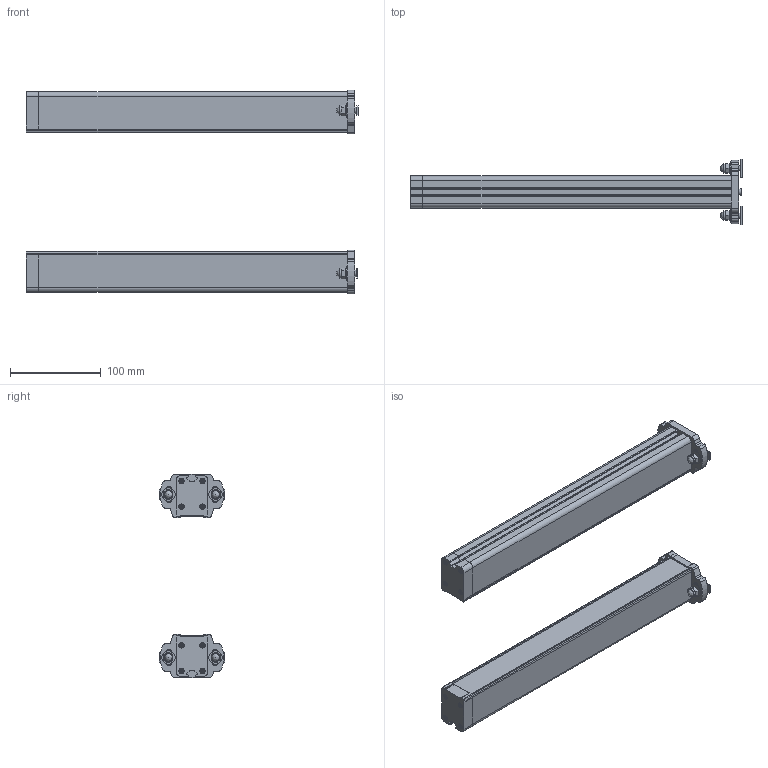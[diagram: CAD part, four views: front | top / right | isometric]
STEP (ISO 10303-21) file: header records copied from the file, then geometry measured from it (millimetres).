
FILE_DESCRIPTION (( 'STEP AP214' ), '1' );
FILE_NAME ('MA-L2P-TRX.STEP', '2020-09-29T17:22:45', ( '' ), ( '' ), 'SwSTEP 2.0', 'SolidWorks 2019', '' );
FILE_SCHEMA (( 'AUTOMOTIVE_DESIGN' ));
Length unit declared in the file: millimetre
Products named in the file (3): MA-L2P-TRX-right; MA-L2P-TRX-left; MA-L2P-TRX
Assembly tree (2 placements, depth 2):
  MA-L2P-TRX
    MA-L2P-TRX-left
    MA-L2P-TRX-right
Bounding box: 365.87 x 72 x 224.55 mm (x, y, z)
Volume: 1075378.5 mm3; surface area: 219524.4 mm2
Topology: 38 solids, 38 shells, 688 faces, 1772 edges, 1182 vertices
Faces by surface type: plane 370, cylinder 294, bspline 16, cone 8
Full cylindrical faces by diameter (mm): 3 x16, 3.6 x8, 3.8 x8, 5 x4, 5.3 x4, 5.5 x4, 6 x8, 7 x2, 10 x4, 15 x4
Entity records: 21558 total; most frequent: CARTESIAN_POINT 4261, DIRECTION 3586, ORIENTED_EDGE 3320, EDGE_CURVE 1660, AXIS2_PLACEMENT_3D 1273, VERTEX_POINT 1156, VECTOR 1040, LINE 1040
